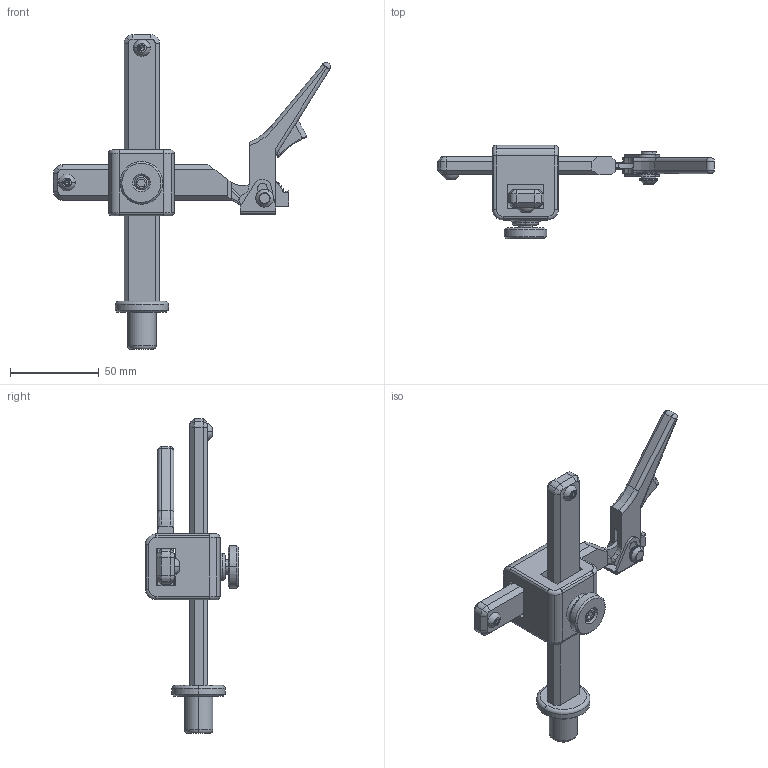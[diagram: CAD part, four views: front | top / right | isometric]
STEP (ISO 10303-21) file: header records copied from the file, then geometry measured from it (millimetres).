
FILE_DESCRIPTION(('STEP AP214'),'1');
FILE_NAME('160606.STP','2011-09-08T06:54:37',(' '),(' '),'Spatial InterOp 3D',' ',' ');
FILE_SCHEMA(('automotive_design'));
Length unit declared in the file: millimetre
Products named in the file (17): Quader; 1; 2; 3; 4; Rippe; Zylinder; Flachkopfschraube ISO 7380 M5x10
Bounding box: 155.78 x 52.5 x 177 mm (x, y, z)
Volume: 106987.6 mm3; surface area: 40531.5 mm2
Topology: 17 solids, 17 shells, 421 faces, 1077 edges, 668 vertices
Faces by surface type: bspline 130, plane 119, cylinder 96, cone 52, torus 20, sphere 4
Entity records: 21370 total; most frequent: CARTESIAN_POINT 8583, ORIENTED_EDGE 2088, DIRECTION 1594, EDGE_CURVE 1044, VERTEX_POINT 668, AXIS2_PLACEMENT_3D 610, EDGE_LOOP 454, STYLED_ITEM 438
